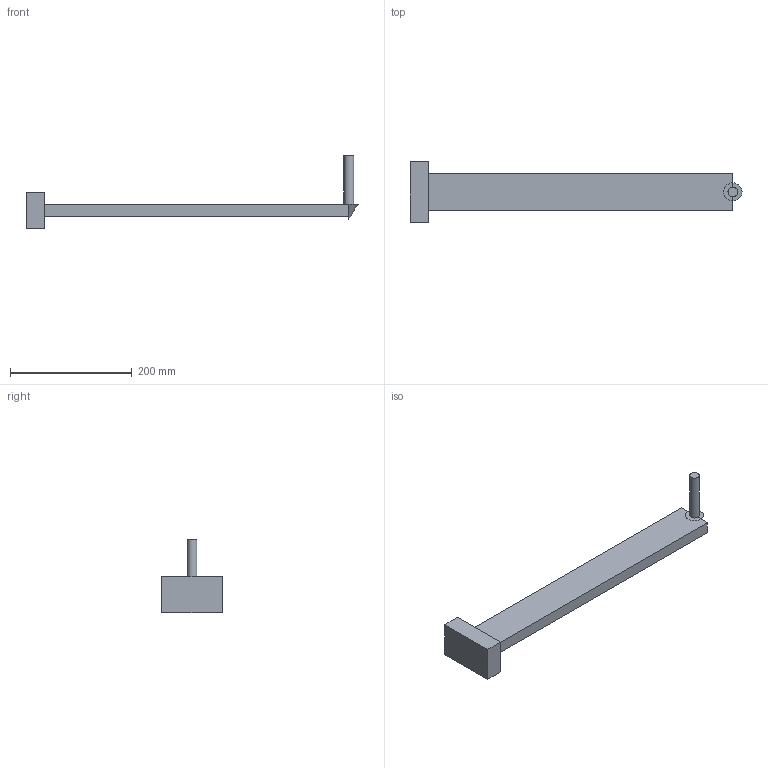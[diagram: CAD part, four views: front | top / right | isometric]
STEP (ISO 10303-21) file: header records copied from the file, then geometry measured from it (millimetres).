
FILE_DESCRIPTION(('FreeCAD Model'),'2;1');
FILE_NAME('Open CASCADE Shape Model','2025-11-01T09:09:53',('FreeCAD'),( 'FreeCAD'),'Open CASCADE STEP processor 7.7','FreeCAD','Unknown');
FILE_SCHEMA(('AUTOMOTIVE_DESIGN { 1 0 10303 214 1 1 1 1 }'));
Length unit declared in the file: millimetre
Products named in the file (1): Open CASCADE STEP translator 7.7 5
Bounding box: 545 x 100 x 120 mm (x, y, z)
Volume: 801975.4 mm3; surface area: 110102 mm2
Topology: 3 solids, 3 shells, 16 faces, 30 edges, 20 vertices
Faces by surface type: plane 14, cylinder 1, cone 1
Full cylindrical faces by diameter (mm): 16 x1
Entity records: 398 total; most frequent: CARTESIAN_POINT 66, DIRECTION 66, ORIENTED_EDGE 58, EDGE_CURVE 29, LINE 26, VECTOR 26, AXIS2_PLACEMENT_3D 20, VERTEX_POINT 20
